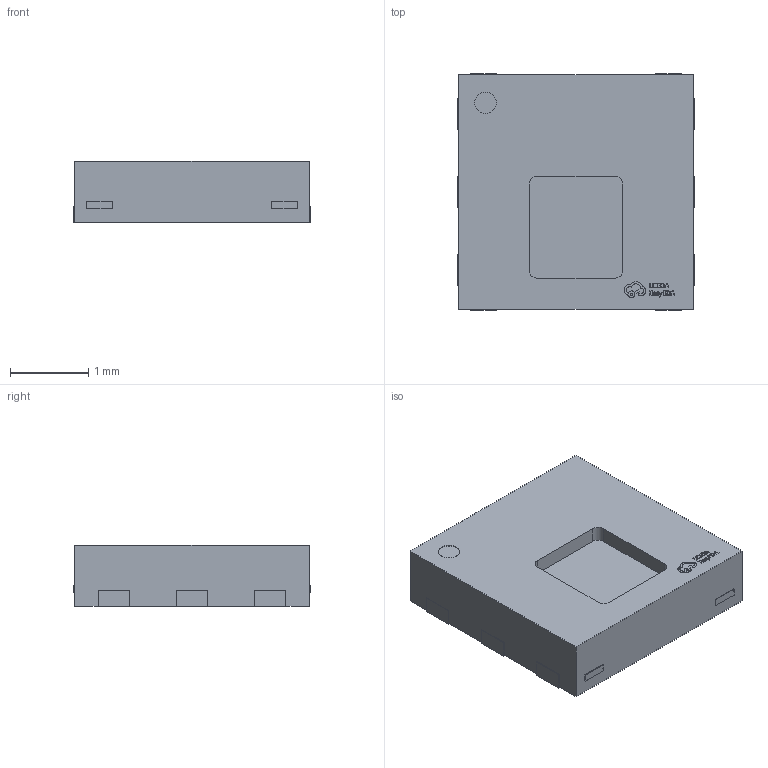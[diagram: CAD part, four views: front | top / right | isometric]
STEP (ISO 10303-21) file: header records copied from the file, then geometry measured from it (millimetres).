
FILE_DESCRIPTION (( 'STEP AP214' ), '1' );
FILE_NAME ('WSON-6_L3.0-W3.0-P1.00-TL-EP.step', '2022-07-26T09:37:22', ( '' ), ( '' ), 'SwSTEP 2.0', 'SolidWorks 2020', '' );
FILE_SCHEMA (( 'AUTOMOTIVE_DESIGN' ));
Length unit declared in the file: millimetre
Products named in the file (1): WSON-6_L3.0-W3.0-P1.00-TL-EP
Bounding box: 3.02 x 3.02 x 0.79 mm (x, y, z)
Volume: 6.8 mm3; surface area: 28.7 mm2
Topology: 14 solids, 14 shells, 386 faces, 1032 edges, 688 vertices
Faces by surface type: plane 251, bspline 114, cylinder 21
Entity records: 16255 total; most frequent: CARTESIAN_POINT 4469, ORIENTED_EDGE 2064, DIRECTION 1388, EDGE_CURVE 1032, VECTOR 758, LINE 758, VERTEX_POINT 688, EDGE_LOOP 412
